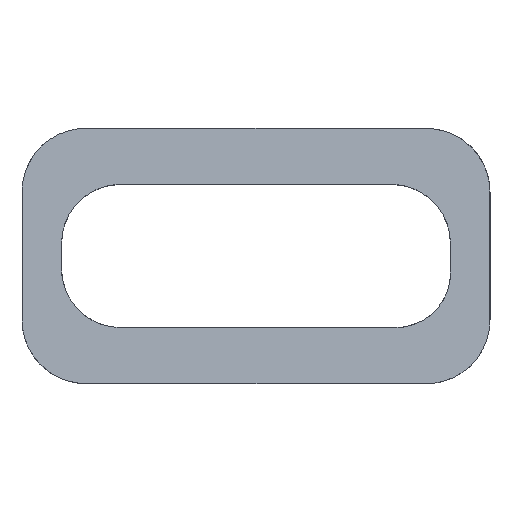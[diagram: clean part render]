
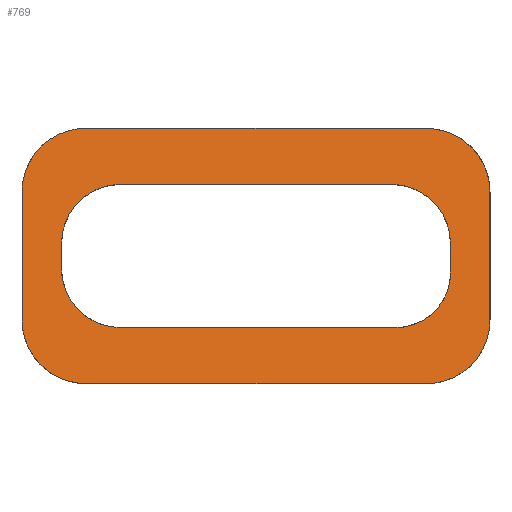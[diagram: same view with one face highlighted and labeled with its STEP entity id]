
A CAD part, left-side view. The second image highlights one B-rep face of the part: STEP entity #769.
In plain terms, the highlighted planar face has unit normal (-0.986, 0, 0.164).
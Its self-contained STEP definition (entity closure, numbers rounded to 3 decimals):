
#16=FACE_BOUND('',#106,.T.);
#29=PLANE('',#830);
#64=FACE_OUTER_BOUND('',#105,.T.);
#105=EDGE_LOOP('',(#615,#616,#617,#618,#619,#620,#621,#622));
#106=EDGE_LOOP('',(#623,#624,#625,#626,#627,#628,#629,#630));
#160=LINE('',#1127,#247);
#164=LINE('',#1134,#251);
#180=LINE('',#1182,#267);
#181=LINE('',#1185,#268);
#194=LINE('',#1223,#281);
#195=LINE('',#1227,#282);
#196=LINE('',#1231,#283);
#197=LINE('',#1234,#284);
#247=VECTOR('',#900,10.);
#251=VECTOR('',#906,10.);
#267=VECTOR('',#950,10.);
#268=VECTOR('',#953,10.);
#281=VECTOR('',#984,10.);
#282=VECTOR('',#987,10.);
#283=VECTOR('',#990,10.);
#284=VECTOR('',#993,10.);
#320=ELLIPSE('',#797,1.521,1.5);
#324=ELLIPSE('',#814,1.521,1.5);
#325=ELLIPSE('',#820,1.521,1.5);
#326=ELLIPSE('',#824,1.521,1.5);
#328=ELLIPSE('',#831,1.399,1.38);
#329=ELLIPSE('',#832,1.298,1.28);
#330=ELLIPSE('',#833,1.399,1.38);
#331=ELLIPSE('',#834,1.399,1.38);
#332=VERTEX_POINT('',#1085);
#333=VERTEX_POINT('',#1086);
#349=VERTEX_POINT('',#1126);
#351=VERTEX_POINT('',#1132);
#361=VERTEX_POINT('',#1158);
#362=VERTEX_POINT('',#1160);
#369=VERTEX_POINT('',#1178);
#370=VERTEX_POINT('',#1184);
#384=VERTEX_POINT('',#1219);
#385=VERTEX_POINT('',#1220);
#386=VERTEX_POINT('',#1222);
#387=VERTEX_POINT('',#1224);
#388=VERTEX_POINT('',#1226);
#389=VERTEX_POINT('',#1228);
#390=VERTEX_POINT('',#1230);
#391=VERTEX_POINT('',#1232);
#406=EDGE_CURVE('',#332,#333,#320,.T.);
#426=EDGE_CURVE('',#333,#349,#160,.T.);
#430=EDGE_CURVE('',#351,#332,#164,.T.);
#443=EDGE_CURVE('',#361,#362,#324,.T.);
#452=EDGE_CURVE('',#349,#369,#325,.T.);
#454=EDGE_CURVE('',#361,#369,#180,.T.);
#455=EDGE_CURVE('',#362,#370,#181,.T.);
#457=EDGE_CURVE('',#370,#351,#326,.T.);
#473=EDGE_CURVE('',#384,#385,#328,.T.);
#474=EDGE_CURVE('',#384,#386,#194,.T.);
#475=EDGE_CURVE('',#387,#386,#329,.T.);
#476=EDGE_CURVE('',#388,#387,#195,.T.);
#477=EDGE_CURVE('',#388,#389,#330,.T.);
#478=EDGE_CURVE('',#390,#389,#196,.T.);
#479=EDGE_CURVE('',#390,#391,#331,.T.);
#480=EDGE_CURVE('',#385,#391,#197,.T.);
#615=ORIENTED_EDGE('',*,*,#406,.F.);
#616=ORIENTED_EDGE('',*,*,#430,.F.);
#617=ORIENTED_EDGE('',*,*,#457,.F.);
#618=ORIENTED_EDGE('',*,*,#455,.F.);
#619=ORIENTED_EDGE('',*,*,#443,.F.);
#620=ORIENTED_EDGE('',*,*,#454,.T.);
#621=ORIENTED_EDGE('',*,*,#452,.F.);
#622=ORIENTED_EDGE('',*,*,#426,.F.);
#623=ORIENTED_EDGE('',*,*,#473,.F.);
#624=ORIENTED_EDGE('',*,*,#474,.T.);
#625=ORIENTED_EDGE('',*,*,#475,.F.);
#626=ORIENTED_EDGE('',*,*,#476,.F.);
#627=ORIENTED_EDGE('',*,*,#477,.T.);
#628=ORIENTED_EDGE('',*,*,#478,.F.);
#629=ORIENTED_EDGE('',*,*,#479,.T.);
#630=ORIENTED_EDGE('',*,*,#480,.F.);
#769=ADVANCED_FACE('',(#64,#16),#29,.F.);
#797=AXIS2_PLACEMENT_3D('',#1087,#866,#867);
#814=AXIS2_PLACEMENT_3D('',#1161,#928,#929);
#820=AXIS2_PLACEMENT_3D('',#1179,#945,#946);
#824=AXIS2_PLACEMENT_3D('',#1188,#957,#958);
#830=AXIS2_PLACEMENT_3D('',#1218,#980,#981);
#831=AXIS2_PLACEMENT_3D('',#1221,#982,#983);
#832=AXIS2_PLACEMENT_3D('',#1225,#985,#986);
#833=AXIS2_PLACEMENT_3D('',#1229,#988,#989);
#834=AXIS2_PLACEMENT_3D('',#1233,#991,#992);
#866=DIRECTION('center_axis',(0.986,0.,-0.164));
#867=DIRECTION('ref_axis',(0.164,0.,0.986));
#900=DIRECTION('',(-0.164,0.,-0.986));
#906=DIRECTION('',(0.,-1.,0.));
#928=DIRECTION('center_axis',(0.986,0.,-0.164));
#929=DIRECTION('ref_axis',(-0.164,0.,-0.986));
#945=DIRECTION('center_axis',(0.986,0.,-0.164));
#946=DIRECTION('ref_axis',(-0.164,0.,-0.986));
#950=DIRECTION('',(0.,-1.,0.));
#953=DIRECTION('',(0.164,0.,0.986));
#957=DIRECTION('center_axis',(0.986,0.,-0.164));
#958=DIRECTION('ref_axis',(0.164,0.,0.986));
#980=DIRECTION('center_axis',(0.986,0.,-0.164));
#981=DIRECTION('ref_axis',(0.164,0.,0.986));
#982=DIRECTION('center_axis',(-0.986,0.,0.164));
#983=DIRECTION('ref_axis',(-0.164,0.,-0.986));
#984=DIRECTION('',(-0.164,0.,-0.986));
#985=DIRECTION('center_axis',(-0.986,0.,0.164));
#986=DIRECTION('ref_axis',(-0.164,0.,-0.986));
#987=DIRECTION('',(0.,-1.,0.));
#988=DIRECTION('center_axis',(0.986,0.,-0.164));
#989=DIRECTION('ref_axis',(-0.164,0.,-0.986));
#990=DIRECTION('',(-0.164,0.,-0.986));
#991=DIRECTION('center_axis',(0.986,0.,-0.164));
#992=DIRECTION('ref_axis',(0.164,0.,0.986));
#993=DIRECTION('',(0.,1.,0.));
#1085=CARTESIAN_POINT('',(-18.2,-4.,1.22));
#1086=CARTESIAN_POINT('',(-18.45,-5.5,-0.28));
#1087=CARTESIAN_POINT('Origin',(-18.45,-4.,-0.28));
#1126=CARTESIAN_POINT('',(-18.95,-5.5,-3.28));
#1127=CARTESIAN_POINT('',(-19.039,-5.5,-3.817));
#1132=CARTESIAN_POINT('',(-18.2,4.,1.22));
#1134=CARTESIAN_POINT('',(-18.2,5.5,1.22));
#1158=CARTESIAN_POINT('',(-19.2,4.,-4.78));
#1160=CARTESIAN_POINT('',(-18.95,5.5,-3.28));
#1161=CARTESIAN_POINT('Origin',(-18.95,4.,-3.28));
#1178=CARTESIAN_POINT('',(-19.2,-4.,-4.78));
#1179=CARTESIAN_POINT('Origin',(-18.95,-4.,-3.28));
#1182=CARTESIAN_POINT('',(-19.2,2.75,-4.78));
#1184=CARTESIAN_POINT('',(-18.45,5.5,-0.28));
#1185=CARTESIAN_POINT('',(-18.602,5.5,-1.19));
#1188=CARTESIAN_POINT('Origin',(-18.45,4.,-0.28));
#1218=CARTESIAN_POINT('Origin',(-19.2,5.5,-4.78));
#1219=CARTESIAN_POINT('',(-18.65,-4.57,-1.48));
#1220=CARTESIAN_POINT('',(-18.42,-3.19,-0.1));
#1221=CARTESIAN_POINT('Origin',(-18.65,-3.19,-1.48));
#1222=CARTESIAN_POINT('',(-18.767,-4.57,-2.18));
#1223=CARTESIAN_POINT('',(-18.774,-4.57,-2.226));
#1224=CARTESIAN_POINT('',(-18.98,-3.29,-3.46));
#1225=CARTESIAN_POINT('Origin',(-18.767,-3.29,-2.18));
#1226=CARTESIAN_POINT('',(-18.98,3.19,-3.46));
#1227=CARTESIAN_POINT('',(-18.98,2.75,-3.46));
#1228=CARTESIAN_POINT('',(-18.75,4.57,-2.08));
#1229=CARTESIAN_POINT('Origin',(-18.75,3.19,-2.08));
#1230=CARTESIAN_POINT('',(-18.65,4.57,-1.48));
#1231=CARTESIAN_POINT('',(-18.823,4.57,-2.518));
#1232=CARTESIAN_POINT('',(-18.42,3.19,-0.1));
#1233=CARTESIAN_POINT('Origin',(-18.65,3.19,-1.48));
#1234=CARTESIAN_POINT('',(-18.42,1.155,-0.1));
